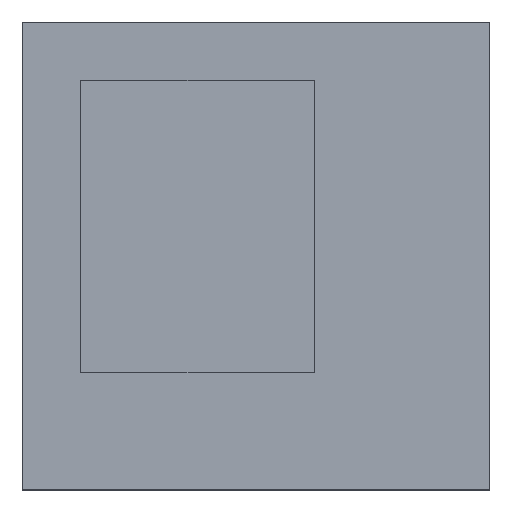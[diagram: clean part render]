
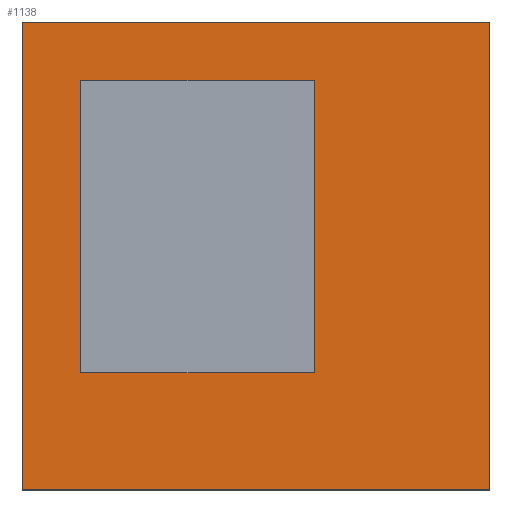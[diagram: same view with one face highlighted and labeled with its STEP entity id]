
A CAD part, top view. The second image highlights one B-rep face of the part: STEP entity #1138.
In plain terms, the highlighted planar face has unit normal (0, 0, 1).
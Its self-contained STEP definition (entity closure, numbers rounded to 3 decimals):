
#429 = VERTEX_POINT('',#430);
#430 = CARTESIAN_POINT('',(-1.,1.,0.75));
#436 = EDGE_CURVE('',#429,#437,#439,.T.);
#437 = VERTEX_POINT('',#438);
#438 = CARTESIAN_POINT('',(-1.,-1.,0.75));
#439 = LINE('',#440,#441);
#440 = CARTESIAN_POINT('',(-1.,1.,0.75));
#441 = VECTOR('',#442,1.);
#442 = DIRECTION('',(0.,-1.,0.));
#1095 = EDGE_CURVE('',#437,#1096,#1098,.T.);
#1096 = VERTEX_POINT('',#1097);
#1097 = CARTESIAN_POINT('',(1.,-1.,0.75));
#1098 = LINE('',#1099,#1100);
#1099 = CARTESIAN_POINT('',(-1.,-1.,0.75));
#1100 = VECTOR('',#1101,1.);
#1101 = DIRECTION('',(1.,0.,0.));
#1119 = VERTEX_POINT('',#1120);
#1120 = CARTESIAN_POINT('',(1.,1.,0.75));
#1126 = EDGE_CURVE('',#1119,#429,#1127,.T.);
#1127 = LINE('',#1128,#1129);
#1128 = CARTESIAN_POINT('',(1.,1.,0.75));
#1129 = VECTOR('',#1130,1.);
#1130 = DIRECTION('',(-1.,0.,0.));
#1138 = ADVANCED_FACE('',(#1139,#1150),#1184,.T.);
#1139 = FACE_BOUND('',#1140,.T.);
#1140 = EDGE_LOOP('',(#1141,#1147,#1148,#1149));
#1141 = ORIENTED_EDGE('',*,*,#1142,.T.);
#1142 = EDGE_CURVE('',#1096,#1119,#1143,.T.);
#1143 = LINE('',#1144,#1145);
#1144 = CARTESIAN_POINT('',(1.,-1.,0.75));
#1145 = VECTOR('',#1146,1.);
#1146 = DIRECTION('',(0.,1.,0.));
#1147 = ORIENTED_EDGE('',*,*,#1126,.T.);
#1148 = ORIENTED_EDGE('',*,*,#436,.T.);
#1149 = ORIENTED_EDGE('',*,*,#1095,.T.);
#1150 = FACE_BOUND('',#1151,.T.);
#1151 = EDGE_LOOP('',(#1152,#1162,#1170,#1178));
#1152 = ORIENTED_EDGE('',*,*,#1153,.F.);
#1153 = EDGE_CURVE('',#1154,#1156,#1158,.T.);
#1154 = VERTEX_POINT('',#1155);
#1155 = CARTESIAN_POINT('',(-0.75,-0.5,0.75));
#1156 = VERTEX_POINT('',#1157);
#1157 = CARTESIAN_POINT('',(0.25,-0.5,0.75));
#1158 = LINE('',#1159,#1160);
#1159 = CARTESIAN_POINT('',(-0.75,-0.5,0.75));
#1160 = VECTOR('',#1161,1.);
#1161 = DIRECTION('',(1.,0.,0.));
#1162 = ORIENTED_EDGE('',*,*,#1163,.F.);
#1163 = EDGE_CURVE('',#1164,#1154,#1166,.T.);
#1164 = VERTEX_POINT('',#1165);
#1165 = CARTESIAN_POINT('',(-0.75,0.75,0.75));
#1166 = LINE('',#1167,#1168);
#1167 = CARTESIAN_POINT('',(-0.75,0.75,0.75));
#1168 = VECTOR('',#1169,1.);
#1169 = DIRECTION('',(0.,-1.,0.));
#1170 = ORIENTED_EDGE('',*,*,#1171,.F.);
#1171 = EDGE_CURVE('',#1172,#1164,#1174,.T.);
#1172 = VERTEX_POINT('',#1173);
#1173 = CARTESIAN_POINT('',(0.25,0.75,0.75));
#1174 = LINE('',#1175,#1176);
#1175 = CARTESIAN_POINT('',(0.25,0.75,0.75));
#1176 = VECTOR('',#1177,1.);
#1177 = DIRECTION('',(-1.,0.,0.));
#1178 = ORIENTED_EDGE('',*,*,#1179,.F.);
#1179 = EDGE_CURVE('',#1156,#1172,#1180,.T.);
#1180 = LINE('',#1181,#1182);
#1181 = CARTESIAN_POINT('',(0.25,-0.5,0.75));
#1182 = VECTOR('',#1183,1.);
#1183 = DIRECTION('',(0.,1.,0.));
#1184 = PLANE('',#1185);
#1185 = AXIS2_PLACEMENT_3D('',#1186,#1187,#1188);
#1186 = CARTESIAN_POINT('',(0.,0.,0.75));
#1187 = DIRECTION('',(0.,0.,1.));
#1188 = DIRECTION('',(0.,1.,0.));
